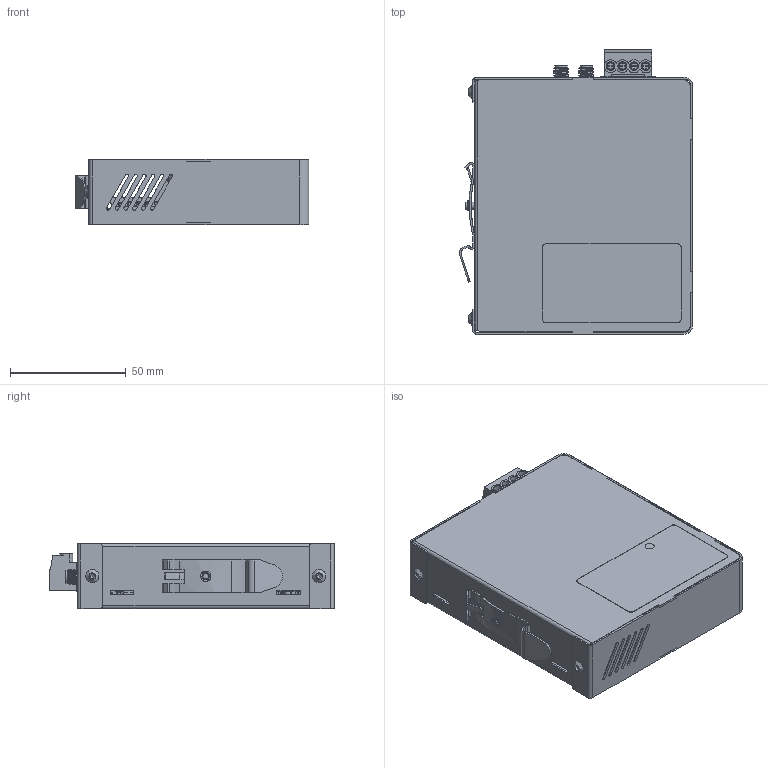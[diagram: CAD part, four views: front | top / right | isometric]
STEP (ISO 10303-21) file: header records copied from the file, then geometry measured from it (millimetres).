
FILE_DESCRIPTION (( 'STEP AP214' ), '1' );
FILE_NAME ('SE-SL3011-4GG_R1.STEP', '2020-03-12T14:35:58', ( '' ), ( '' ), 'SwSTEP 2.0', 'SolidWorks 2019', '' );
FILE_SCHEMA (( 'AUTOMOTIVE_DESIGN' ));
Length unit declared in the file: inch
Products named in the file (1): SE-SL3011-4GG_R1
Bounding box: 100.91 x 122.86 x 28.17 mm (x, y, z)
Volume: 46849.7 mm3; surface area: 92834.5 mm2
Topology: 75 solids, 75 shells, 2781 faces, 7427 edges, 4909 vertices
Faces by surface type: plane 2050, cylinder 628, bspline 48, cone 42, torus 13
Full cylindrical faces by diameter (mm): 0.2 x1, 0.7 x39, 1.227 x2, 1.27 x2, 2 x6, 2.5 x4, 3 x5, 3.15 x4, 3.242 x1, 3.5 x2, 3.62 x4, 3.8 x4, 4 x1, 4.4 x2, 4.643 x2, 5.08 x2, 5.12 x1, 5.334 x2, 5.39 x2, 5.41 x1, 5.7 x4, 7.925 x2, 8.128 x1, 8.2 x1
Entity records: 90432 total; most frequent: CARTESIAN_POINT 20782, ORIENTED_EDGE 14552, DIRECTION 13333, EDGE_CURVE 7276, LINE 5659, VECTOR 5659, VERTEX_POINT 4882, AXIS2_PLACEMENT_3D 3837
